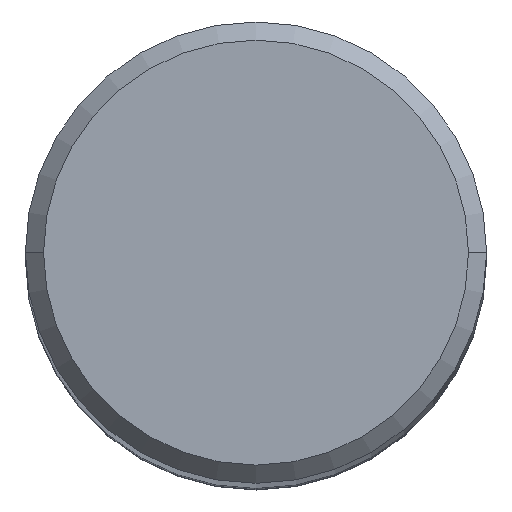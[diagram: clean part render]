
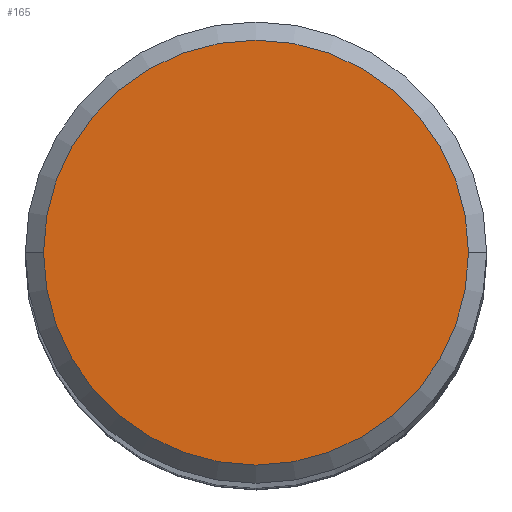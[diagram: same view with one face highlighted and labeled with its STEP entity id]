
A CAD part, top view. The second image highlights one B-rep face of the part: STEP entity #165.
In plain terms, the highlighted planar face has unit normal (0, 0, 1).
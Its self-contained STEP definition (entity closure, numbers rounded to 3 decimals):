
#30=PLANE('',#1107);
#165=ADVANCED_FACE('',(#224),#30,.F.);
#224=FACE_OUTER_BOUND('',#280,.T.);
#280=EDGE_LOOP('',(#479,#480,#481,#482));
#479=ORIENTED_EDGE('',*,*,#688,.T.);
#480=ORIENTED_EDGE('',*,*,#686,.T.);
#481=ORIENTED_EDGE('',*,*,#685,.T.);
#482=ORIENTED_EDGE('',*,*,#689,.T.);
#577=VERTEX_POINT('',#2733);
#578=VERTEX_POINT('',#2735);
#579=VERTEX_POINT('',#2737);
#580=VERTEX_POINT('',#2741);
#685=EDGE_CURVE('',#578,#577,#828,.T.);
#686=EDGE_CURVE('',#579,#578,#829,.T.);
#688=EDGE_CURVE('',#580,#579,#830,.T.);
#689=EDGE_CURVE('',#577,#580,#831,.T.);
#828=CIRCLE('',#1101,11.7);
#829=CIRCLE('',#1102,11.7);
#830=CIRCLE('',#1104,11.7);
#831=CIRCLE('',#1105,11.7);
#1101=AXIS2_PLACEMENT_3D('',#2734,#1359,#1360);
#1102=AXIS2_PLACEMENT_3D('',#2736,#1361,#1362);
#1104=AXIS2_PLACEMENT_3D('',#2740,#1366,#1367);
#1105=AXIS2_PLACEMENT_3D('',#2742,#1368,#1369);
#1107=AXIS2_PLACEMENT_3D('',#2744,#1372,#1373);
#1359=DIRECTION('',(0.,0.,1.));
#1360=DIRECTION('',(0.,-1.,0.));
#1361=DIRECTION('',(0.,0.,1.));
#1362=DIRECTION('',(-1.,0.,0.));
#1366=DIRECTION('',(0.,0.,1.));
#1367=DIRECTION('',(0.,1.,0.));
#1368=DIRECTION('',(0.,0.,1.));
#1369=DIRECTION('',(1.,0.,0.));
#1372=DIRECTION('',(0.,0.,-1.));
#1373=DIRECTION('',(1.,0.,0.));
#2733=CARTESIAN_POINT('',(11.7,0.,0.));
#2734=CARTESIAN_POINT('',(0.,0.,0.));
#2735=CARTESIAN_POINT('',(0.,-11.7,0.));
#2736=CARTESIAN_POINT('',(0.,0.,0.));
#2737=CARTESIAN_POINT('',(-11.7,0.,0.));
#2740=CARTESIAN_POINT('',(0.,0.,0.));
#2741=CARTESIAN_POINT('',(0.,11.7,0.));
#2742=CARTESIAN_POINT('',(0.,0.,0.));
#2744=CARTESIAN_POINT('',(0.,0.,0.));
